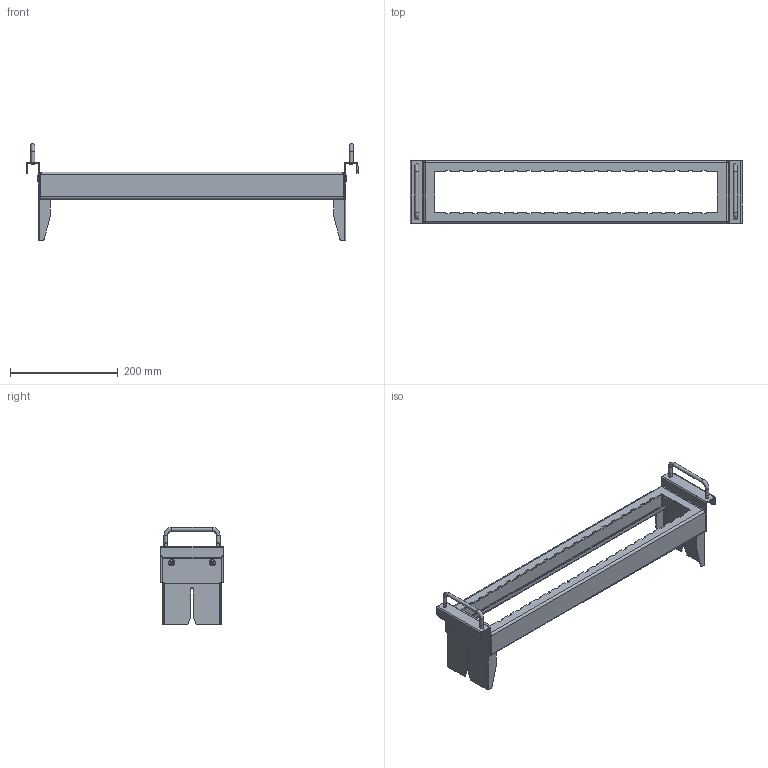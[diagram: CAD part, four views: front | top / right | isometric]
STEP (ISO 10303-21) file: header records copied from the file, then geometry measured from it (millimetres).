
FILE_DESCRIPTION(/* description */ ('Werkzeugaufnahmeträger (WAT) 600 kpl'),/* implementation_level */ '2;1');
FILE_NAME(/* name */ '8020-01.stp',/* time_stamp */ '2024-03-13T15:35:12+01:00',/* author */ ('marvin.friedrich'),/* organization */ ('B+H'),/* preprocessor_version */ 'ST-DEVELOPER v18.1',/* originating_system */ 'Autodesk Inventor 2022',/* authorisation */ '');
FILE_SCHEMA (('AUTOMOTIVE_DESIGN { 1 0 10303 214 3 1 1 }'));
Length unit declared in the file: millimetre
Products named in the file (8): 8020-01; 8018-01; 8019-01; 8021-00; 8022-00; 8023-00; M4x8 - 10.9 verzinkt; BLINDNIET Ø6x18-ALU
Assembly tree (12 placements, depth 3):
  8020-01
    8018-01
      8019-01
    8021-00  x2
      8022-00
      8023-00
      M4x8 - 10.9 verzinkt
    BLINDNIET Ø6x18-ALU  x4
Bounding box: 616 x 116 x 180 mm (x, y, z)
Volume: 319822.2 mm3; surface area: 326837.7 mm2
Topology: 13 solids, 13 shells, 469 faces, 1182 edges, 759 vertices
Faces by surface type: plane 332, cylinder 100, bspline 17, cone 12, torus 8
Full cylindrical faces by diameter (mm): 2.75 x4, 3.131 x4, 3.141 x4, 4 x4, 5 x4, 6 x4, 6.5 x8, 7 x6, 9 x4, 11.75 x4
Entity records: 11004 total; most frequent: CARTESIAN_POINT 2335, ORIENTED_EDGE 1764, DIRECTION 1651, EDGE_CURVE 882, LINE 745, VECTOR 745, VERTEX_POINT 564, AXIS2_PLACEMENT_3D 453
